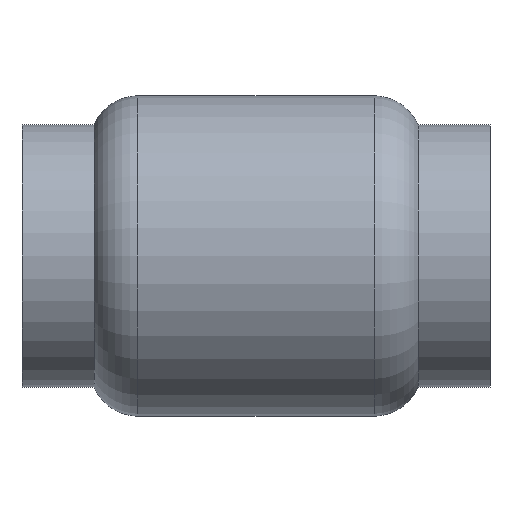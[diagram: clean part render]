
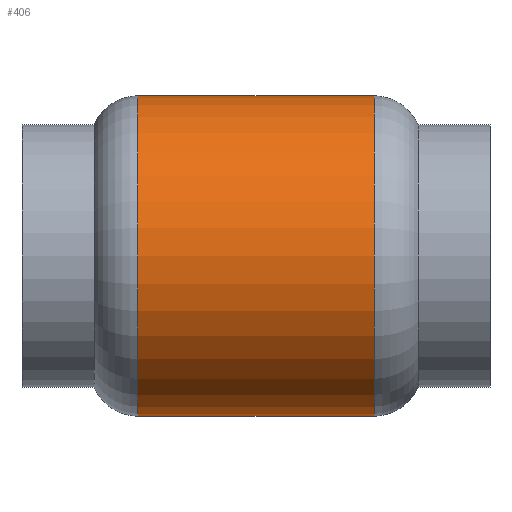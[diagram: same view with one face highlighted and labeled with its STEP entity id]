
A CAD part, front view. The second image highlights one B-rep face of the part: STEP entity #406.
In plain terms, the highlighted cylindrical face has radius 133.5 mm (diameter 267 mm), a full revolution.
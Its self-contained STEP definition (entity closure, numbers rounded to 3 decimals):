
#24=B_SPLINE_CURVE_WITH_KNOTS('',3,(#669,#670,#671,#672,#673,#674,#675,
#676,#677,#678,#679,#680,#681,#682,#683,#684,#685,#686),.UNSPECIFIED.,.F.,
 .F.,(4,2,2,2,2,2,2,2,4),(0.,0.511,1.022,1.533,
2.044,2.546,3.049,3.552,4.055),
 .UNSPECIFIED.);
#25=B_SPLINE_CURVE_WITH_KNOTS('',3,(#688,#689,#690,#691,#692,#693,#694,
#695,#696,#697,#698,#699,#700,#701,#702,#703,#704,#705),.UNSPECIFIED.,.F.,
 .F.,(4,2,2,2,2,2,2,2,4),(12.164,12.667,13.169,
13.672,14.175,14.686,15.197,15.707,
16.218),.UNSPECIFIED.);
#26=B_SPLINE_CURVE_WITH_KNOTS('',3,(#706,#707,#708,#709,#710,#711,#712,
#713,#714,#715,#716,#717,#718,#719,#720,#721,#722,#723,#724,#725,#726,#727,
#728,#729,#730,#731,#732,#733,#734,#735,#736,#737,#738,#739),
 .UNSPECIFIED.,.F.,.F.,(4,2,2,2,2,2,2,2,2,2,2,2,2,2,2,2,4),(4.055,
4.557,5.06,5.563,6.066,6.577,
7.087,7.598,8.109,8.62,9.131,
9.642,10.153,10.655,11.158,11.661,
12.164),.UNSPECIFIED.);
#52=FACE_OUTER_BOUND('',#78,.T.);
#78=EDGE_LOOP('',(#345,#346,#347,#348,#349,#350,#351,#352,#353,#354,#355,
#356,#357));
#94=LINE('',#820,#106);
#95=LINE('',#821,#107);
#106=VECTOR('',#620,133.5);
#107=VECTOR('',#621,133.5);
#141=CIRCLE('',#479,133.5);
#142=CIRCLE('',#480,133.5);
#144=CIRCLE('',#482,133.5);
#145=CIRCLE('',#484,133.5);
#146=CIRCLE('',#485,133.5);
#147=CIRCLE('',#486,133.5);
#162=VERTEX_POINT('',#667);
#163=VERTEX_POINT('',#668);
#164=VERTEX_POINT('',#687);
#189=VERTEX_POINT('',#806);
#190=VERTEX_POINT('',#807);
#191=VERTEX_POINT('',#809);
#192=VERTEX_POINT('',#814);
#193=VERTEX_POINT('',#815);
#194=VERTEX_POINT('',#817);
#210=EDGE_CURVE('',#162,#163,#24,.T.);
#211=EDGE_CURVE('',#164,#162,#25,.T.);
#212=EDGE_CURVE('',#163,#164,#26,.T.);
#244=EDGE_CURVE('',#189,#190,#141,.T.);
#245=EDGE_CURVE('',#191,#189,#142,.T.);
#247=EDGE_CURVE('',#190,#191,#144,.T.);
#248=EDGE_CURVE('',#192,#193,#145,.T.);
#249=EDGE_CURVE('',#194,#192,#146,.T.);
#250=EDGE_CURVE('',#193,#194,#147,.T.);
#251=EDGE_CURVE('',#193,#163,#94,.T.);
#252=EDGE_CURVE('',#164,#190,#95,.T.);
#345=ORIENTED_EDGE('',*,*,#248,.F.);
#346=ORIENTED_EDGE('',*,*,#249,.F.);
#347=ORIENTED_EDGE('',*,*,#250,.F.);
#348=ORIENTED_EDGE('',*,*,#251,.T.);
#349=ORIENTED_EDGE('',*,*,#212,.T.);
#350=ORIENTED_EDGE('',*,*,#252,.T.);
#351=ORIENTED_EDGE('',*,*,#247,.T.);
#352=ORIENTED_EDGE('',*,*,#245,.T.);
#353=ORIENTED_EDGE('',*,*,#244,.T.);
#354=ORIENTED_EDGE('',*,*,#252,.F.);
#355=ORIENTED_EDGE('',*,*,#211,.T.);
#356=ORIENTED_EDGE('',*,*,#210,.T.);
#357=ORIENTED_EDGE('',*,*,#251,.F.);
#388=CYLINDRICAL_SURFACE('',#483,133.5);
#406=ADVANCED_FACE('',(#52),#388,.T.);
#479=AXIS2_PLACEMENT_3D('',#808,#604,#605);
#480=AXIS2_PLACEMENT_3D('',#810,#606,#607);
#482=AXIS2_PLACEMENT_3D('',#812,#610,#611);
#483=AXIS2_PLACEMENT_3D('',#813,#612,#613);
#484=AXIS2_PLACEMENT_3D('',#816,#614,#615);
#485=AXIS2_PLACEMENT_3D('',#818,#616,#617);
#486=AXIS2_PLACEMENT_3D('',#819,#618,#619);
#604=DIRECTION('center_axis',(-1.,0.,0.));
#605=DIRECTION('ref_axis',(0.,0.,1.));
#606=DIRECTION('center_axis',(-1.,0.,0.));
#607=DIRECTION('ref_axis',(0.,0.,1.));
#610=DIRECTION('center_axis',(-1.,0.,0.));
#611=DIRECTION('ref_axis',(0.,0.,1.));
#612=DIRECTION('center_axis',(-1.,0.,0.));
#613=DIRECTION('ref_axis',(0.,-1.,0.));
#614=DIRECTION('center_axis',(-1.,0.,0.));
#615=DIRECTION('ref_axis',(0.,0.,1.));
#616=DIRECTION('center_axis',(-1.,0.,0.));
#617=DIRECTION('ref_axis',(0.,0.,1.));
#618=DIRECTION('center_axis',(-1.,0.,0.));
#619=DIRECTION('ref_axis',(0.,0.,1.));
#620=DIRECTION('',(1.,0.,0.));
#621=DIRECTION('',(1.,0.,0.));
#667=CARTESIAN_POINT('',(0.,130.592,27.713));
#668=CARTESIAN_POINT('',(-25.923,133.5,0.));
#669=CARTESIAN_POINT('Ctrl Pts',(0.,130.592,27.713));
#670=CARTESIAN_POINT('Ctrl Pts',(-1.703,130.592,27.713));
#671=CARTESIAN_POINT('Ctrl Pts',(-3.454,130.631,27.529));
#672=CARTESIAN_POINT('Ctrl Pts',(-6.915,130.789,26.769));
#673=CARTESIAN_POINT('Ctrl Pts',(-8.624,130.907,26.194));
#674=CARTESIAN_POINT('Ctrl Pts',(-11.877,131.199,24.689));
#675=CARTESIAN_POINT('Ctrl Pts',(-13.424,131.373,23.759));
#676=CARTESIAN_POINT('Ctrl Pts',(-16.262,131.74,21.634));
#677=CARTESIAN_POINT('Ctrl Pts',(-17.552,131.932,20.438));
#678=CARTESIAN_POINT('Ctrl Pts',(-19.798,132.295,17.939));
#679=CARTESIAN_POINT('Ctrl Pts',(-20.835,132.478,16.552));
#680=CARTESIAN_POINT('Ctrl Pts',(-22.654,132.818,13.556));
#681=CARTESIAN_POINT('Ctrl Pts',(-23.437,132.975,11.948));
#682=CARTESIAN_POINT('Ctrl Pts',(-24.69,133.232,8.611));
#683=CARTESIAN_POINT('Ctrl Pts',(-25.161,133.334,6.88));
#684=CARTESIAN_POINT('Ctrl Pts',(-25.778,133.468,3.413));
#685=CARTESIAN_POINT('Ctrl Pts',(-25.923,133.5,1.676));
#686=CARTESIAN_POINT('Ctrl Pts',(-25.923,133.5,0.));
#687=CARTESIAN_POINT('',(25.923,133.5,0.));
#688=CARTESIAN_POINT('Ctrl Pts',(25.923,133.5,0.));
#689=CARTESIAN_POINT('Ctrl Pts',(25.923,133.5,1.676));
#690=CARTESIAN_POINT('Ctrl Pts',(25.778,133.468,3.413));
#691=CARTESIAN_POINT('Ctrl Pts',(25.161,133.334,6.88));
#692=CARTESIAN_POINT('Ctrl Pts',(24.69,133.232,8.611));
#693=CARTESIAN_POINT('Ctrl Pts',(23.437,132.975,11.948));
#694=CARTESIAN_POINT('Ctrl Pts',(22.654,132.818,13.556));
#695=CARTESIAN_POINT('Ctrl Pts',(20.835,132.478,16.552));
#696=CARTESIAN_POINT('Ctrl Pts',(19.798,132.295,17.939));
#697=CARTESIAN_POINT('Ctrl Pts',(17.552,131.932,20.438));
#698=CARTESIAN_POINT('Ctrl Pts',(16.262,131.74,21.634));
#699=CARTESIAN_POINT('Ctrl Pts',(13.424,131.373,23.759));
#700=CARTESIAN_POINT('Ctrl Pts',(11.877,131.199,24.689));
#701=CARTESIAN_POINT('Ctrl Pts',(8.624,130.907,26.194));
#702=CARTESIAN_POINT('Ctrl Pts',(6.915,130.789,26.769));
#703=CARTESIAN_POINT('Ctrl Pts',(3.454,130.631,27.529));
#704=CARTESIAN_POINT('Ctrl Pts',(1.703,130.592,27.713));
#705=CARTESIAN_POINT('Ctrl Pts',(0.,130.592,
27.713));
#706=CARTESIAN_POINT('Ctrl Pts',(-25.923,133.5,0.));
#707=CARTESIAN_POINT('Ctrl Pts',(-25.923,133.5,-1.676));
#708=CARTESIAN_POINT('Ctrl Pts',(-25.778,133.468,-3.413));
#709=CARTESIAN_POINT('Ctrl Pts',(-25.161,133.334,-6.88));
#710=CARTESIAN_POINT('Ctrl Pts',(-24.69,133.232,-8.611));
#711=CARTESIAN_POINT('Ctrl Pts',(-23.437,132.975,-11.948));
#712=CARTESIAN_POINT('Ctrl Pts',(-22.654,132.818,-13.556));
#713=CARTESIAN_POINT('Ctrl Pts',(-20.835,132.478,-16.552));
#714=CARTESIAN_POINT('Ctrl Pts',(-19.798,132.295,-17.939));
#715=CARTESIAN_POINT('Ctrl Pts',(-17.552,131.932,-20.438));
#716=CARTESIAN_POINT('Ctrl Pts',(-16.262,131.74,-21.634));
#717=CARTESIAN_POINT('Ctrl Pts',(-13.424,131.373,-23.759));
#718=CARTESIAN_POINT('Ctrl Pts',(-11.877,131.199,-24.689));
#719=CARTESIAN_POINT('Ctrl Pts',(-8.624,130.907,-26.194));
#720=CARTESIAN_POINT('Ctrl Pts',(-6.915,130.789,-26.769));
#721=CARTESIAN_POINT('Ctrl Pts',(-3.454,130.631,-27.529));
#722=CARTESIAN_POINT('Ctrl Pts',(-1.703,130.592,-27.713));
#723=CARTESIAN_POINT('Ctrl Pts',(1.703,130.592,-27.713));
#724=CARTESIAN_POINT('Ctrl Pts',(3.454,130.631,-27.529));
#725=CARTESIAN_POINT('Ctrl Pts',(6.915,130.789,-26.769));
#726=CARTESIAN_POINT('Ctrl Pts',(8.624,130.907,-26.194));
#727=CARTESIAN_POINT('Ctrl Pts',(11.877,131.199,-24.689));
#728=CARTESIAN_POINT('Ctrl Pts',(13.424,131.373,-23.759));
#729=CARTESIAN_POINT('Ctrl Pts',(16.262,131.74,-21.634));
#730=CARTESIAN_POINT('Ctrl Pts',(17.552,131.932,-20.438));
#731=CARTESIAN_POINT('Ctrl Pts',(19.798,132.295,-17.939));
#732=CARTESIAN_POINT('Ctrl Pts',(20.835,132.478,-16.552));
#733=CARTESIAN_POINT('Ctrl Pts',(22.654,132.818,-13.556));
#734=CARTESIAN_POINT('Ctrl Pts',(23.437,132.975,-11.948));
#735=CARTESIAN_POINT('Ctrl Pts',(24.69,133.232,-8.611));
#736=CARTESIAN_POINT('Ctrl Pts',(25.161,133.334,-6.88));
#737=CARTESIAN_POINT('Ctrl Pts',(25.778,133.468,-3.413));
#738=CARTESIAN_POINT('Ctrl Pts',(25.923,133.5,-1.676));
#739=CARTESIAN_POINT('Ctrl Pts',(25.923,133.5,0.));
#806=CARTESIAN_POINT('',(98.361,-133.5,0.));
#807=CARTESIAN_POINT('',(98.361,133.5,0.));
#808=CARTESIAN_POINT('Origin',(98.361,0.,0.));
#809=CARTESIAN_POINT('',(98.361,0.,-133.5));
#810=CARTESIAN_POINT('Origin',(98.361,0.,0.));
#812=CARTESIAN_POINT('Origin',(98.361,0.,0.));
#813=CARTESIAN_POINT('Origin',(0.,0.,0.));
#814=CARTESIAN_POINT('',(-98.361,-133.5,0.));
#815=CARTESIAN_POINT('',(-98.361,133.5,0.));
#816=CARTESIAN_POINT('Origin',(-98.361,0.,0.));
#817=CARTESIAN_POINT('',(-98.361,0.,-133.5));
#818=CARTESIAN_POINT('Origin',(-98.361,0.,0.));
#819=CARTESIAN_POINT('Origin',(-98.361,0.,0.));
#820=CARTESIAN_POINT('',(0.,133.5,0.));
#821=CARTESIAN_POINT('',(0.,133.5,0.));
